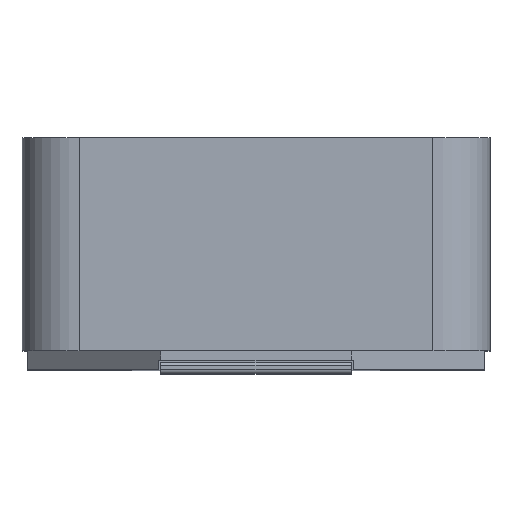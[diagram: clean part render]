
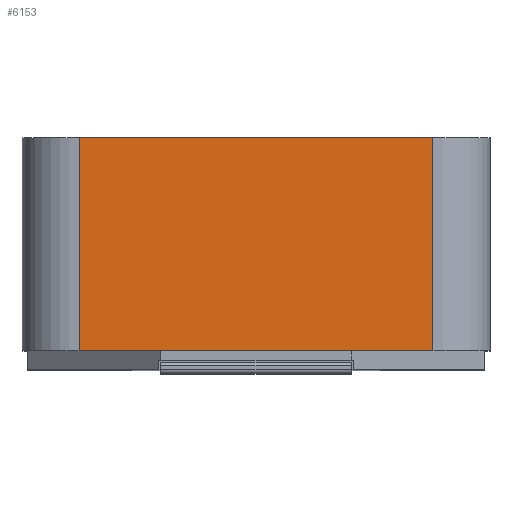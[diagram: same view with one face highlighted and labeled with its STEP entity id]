
A CAD part, top view. The second image highlights one B-rep face of the part: STEP entity #6153.
In plain terms, the highlighted planar face has unit normal (0, 0, 1).
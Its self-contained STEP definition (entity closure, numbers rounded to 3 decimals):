
#241 = CARTESIAN_POINT ( 'NONE',  ( -4.65, 6.2, 6.15 ) ) ;
#493 = ORIENTED_EDGE ( 'NONE', *, *, #3593, .T. ) ;
#797 = AXIS2_PLACEMENT_3D ( 'NONE', #5197, #3230, #7222 ) ;
#998 = CARTESIAN_POINT ( 'NONE',  ( 4.65, 0.601, 6.15 ) ) ;
#1221 = FACE_OUTER_BOUND ( 'NONE', #7013, .T. ) ;
#1379 = VERTEX_POINT ( 'NONE', #998 ) ;
#1440 = LINE ( 'NONE', #11257, #2079 ) ;
#2079 = VECTOR ( 'NONE', #10278, 1000. ) ;
#2104 = EDGE_CURVE ( 'NONE', #11665, #1379, #2111, .T. ) ;
#2111 = LINE ( 'NONE', #2174, #9287 ) ;
#2174 = CARTESIAN_POINT ( 'NONE',  ( 4.65, 6.2, 6.15 ) ) ;
#2212 = LINE ( 'NONE', #241, #9295 ) ;
#2573 = EDGE_CURVE ( 'NONE', #8761, #11665, #11126, .T. ) ;
#3230 = DIRECTION ( 'NONE',  ( 0., 0., -1. ) ) ;
#3593 = EDGE_CURVE ( 'NONE', #8761, #3821, #2212, .T. ) ;
#3821 = VERTEX_POINT ( 'NONE', #12175 ) ;
#4117 = DIRECTION ( 'NONE',  ( 0., -1., 0. ) ) ;
#5197 = CARTESIAN_POINT ( 'NONE',  ( 4.65, 6.2, 6.15 ) ) ;
#5209 = DIRECTION ( 'NONE',  ( 0., -1., 0. ) ) ;
#5231 = ORIENTED_EDGE ( 'NONE', *, *, #2573, .F. ) ;
#6153 = ADVANCED_FACE ( 'NONE', ( #1221 ), #12132, .F. ) ;
#6485 = CARTESIAN_POINT ( 'NONE',  ( -4.65, 6.2, 6.15 ) ) ;
#6971 = ORIENTED_EDGE ( 'NONE', *, *, #12719, .T. ) ;
#7013 = EDGE_LOOP ( 'NONE', ( #6971, #7486, #5231, #493 ) ) ;
#7222 = DIRECTION ( 'NONE',  ( -1., 0., 0. ) ) ;
#7486 = ORIENTED_EDGE ( 'NONE', *, *, #2104, .F. ) ;
#8761 = VERTEX_POINT ( 'NONE', #6485 ) ;
#9058 = DIRECTION ( 'NONE',  ( 1., 0., 0. ) ) ;
#9287 = VECTOR ( 'NONE', #4117, 1000. ) ;
#9295 = VECTOR ( 'NONE', #5209, 1000. ) ;
#9954 = CARTESIAN_POINT ( 'NONE',  ( 4.65, 6.2, 6.15 ) ) ;
#10278 = DIRECTION ( 'NONE',  ( 1., 0., 0. ) ) ;
#10610 = CARTESIAN_POINT ( 'NONE',  ( 4.65, 6.2, 6.15 ) ) ;
#11126 = LINE ( 'NONE', #9954, #11158 ) ;
#11158 = VECTOR ( 'NONE', #9058, 1000. ) ;
#11257 = CARTESIAN_POINT ( 'NONE',  ( 4.65, 0.601, 6.15 ) ) ;
#11665 = VERTEX_POINT ( 'NONE', #10610 ) ;
#12132 = PLANE ( 'NONE',  #797 ) ;
#12175 = CARTESIAN_POINT ( 'NONE',  ( -4.65, 0.601, 6.15 ) ) ;
#12719 = EDGE_CURVE ( 'NONE', #3821, #1379, #1440, .T. ) ;
